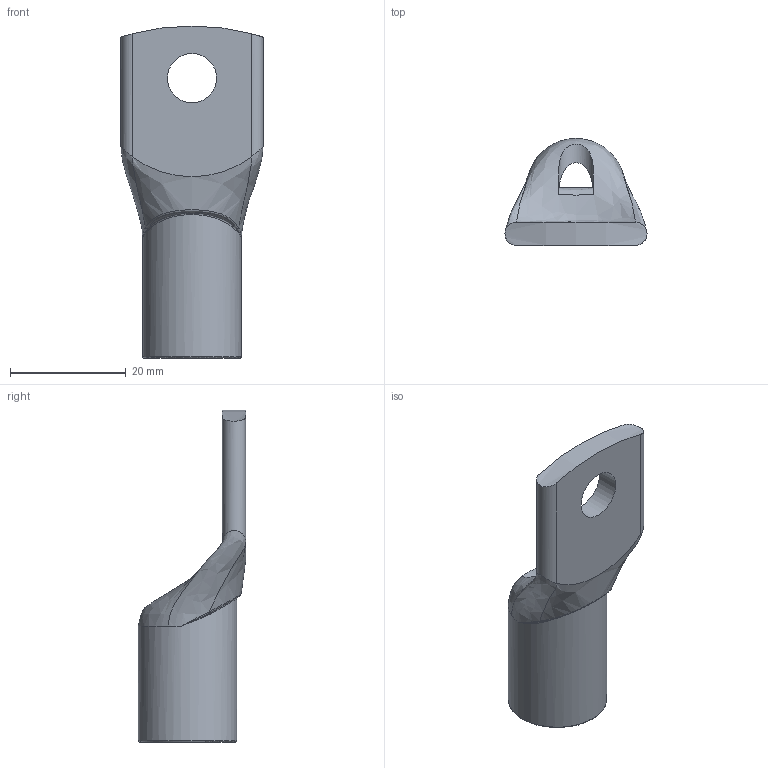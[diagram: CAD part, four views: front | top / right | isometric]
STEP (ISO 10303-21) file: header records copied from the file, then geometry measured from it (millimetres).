
FILE_DESCRIPTION((''),'2;1');
FILE_NAME('PK70-8.stp','2016-02-12T07:50:00',(''),(''),'Autodesk Inventor 2010','Autodesk Inventor 2010','');
FILE_SCHEMA(('AUTOMOTIVE_DESIGN { 1 0 10303 214 1 1 1 1 }'));
Length unit declared in the file: millimetre
Products named in the file (1): PK70-8
Bounding box: 24.5 x 18.5 x 57.26 mm (x, y, z)
Volume: 5301.6 mm3; surface area: 4520.5 mm2
Topology: 1 solids, 1 shells, 166 faces, 448 edges, 295 vertices
Faces by surface type: plane 73, bspline 55, cylinder 36, torus 1, cone 1
Full cylindrical faces by diameter (mm): 8.5 x1, 13 x1, 17 x1
Entity records: 6575 total; most frequent: CARTESIAN_POINT 2717, ORIENTED_EDGE 878, DIRECTION 637, EDGE_CURVE 439, VERTEX_POINT 293, VECTOR 231, LINE 231, AXIS2_PLACEMENT_3D 203
